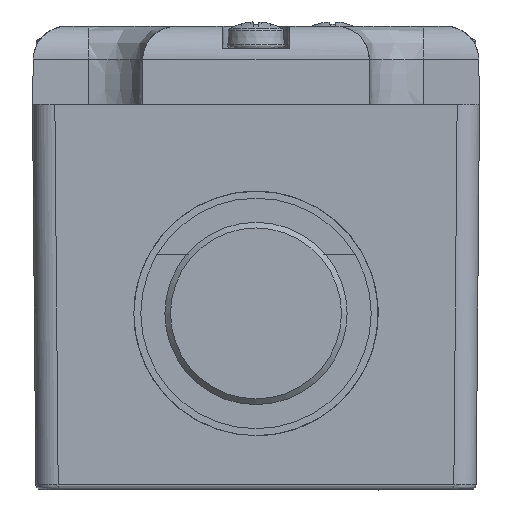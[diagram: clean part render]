
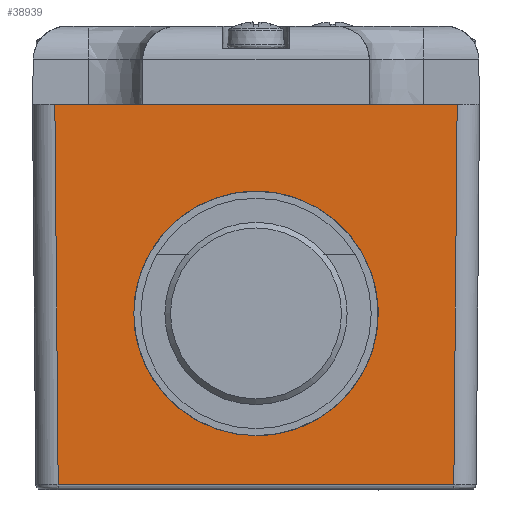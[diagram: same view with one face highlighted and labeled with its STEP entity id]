
A CAD part, front view. The second image highlights one B-rep face of the part: STEP entity #38939.
In plain terms, the highlighted planar face has unit normal (0, -1, -0.009).
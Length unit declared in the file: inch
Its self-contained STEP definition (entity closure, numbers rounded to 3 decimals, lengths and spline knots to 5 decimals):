
#240 = PLANE ( 'NONE',  #34723 ) ;
#535 = CARTESIAN_POINT ( 'NONE',  ( -0.69698, -3.02966, 0.01951 ) ) ;
#1656 = DIRECTION ( 'NONE',  ( 0., -0.009, 1. ) ) ;
#3269 = EDGE_CURVE ( 'NONE', #69035, #11680, #46770, .T. ) ;
#5120 = CARTESIAN_POINT ( 'NONE',  ( 0., -3.04134, 1.35827 ) ) ;
#5853 = LINE ( 'NONE', #5120, #8333 ) ;
#6475 = ORIENTED_EDGE ( 'NONE', *, *, #67567, .F. ) ;
#6549 = VECTOR ( 'NONE', #45728, 39.37008 ) ;
#8333 = VECTOR ( 'NONE', #21622, 39.37008 ) ;
#11680 = VERTEX_POINT ( 'NONE', #23800 ) ;
#12158 = CARTESIAN_POINT ( 'NONE',  ( -0.70282, -3.0355, 0.68886 ) ) ;
#12463 = DIRECTION ( 'NONE',  ( -1., 0., 0. ) ) ;
#13334 = VECTOR ( 'NONE', #12463, 39.37008 ) ;
#14038 = CARTESIAN_POINT ( 'NONE',  ( 0.86098, -3.03116, 0.19156 ) ) ;
#15228 = EDGE_CURVE ( 'NONE', #69035, #47247, #35348, .T. ) ;
#16325 = VERTEX_POINT ( 'NONE', #56468 ) ;
#16758 = CARTESIAN_POINT ( 'NONE',  ( 0.69698, -3.02966, 0.01951 ) ) ;
#21622 = DIRECTION ( 'NONE',  ( -1., 0., 0. ) ) ;
#23226 = EDGE_LOOP ( 'NONE', ( #55508 ) ) ;
#23800 = CARTESIAN_POINT ( 'NONE',  ( 0.70866, -3.04134, 1.35827 ) ) ;
#23918 = CARTESIAN_POINT ( 'NONE',  ( 0.69698, -3.02966, 0.01951 ) ) ;
#25010 = VECTOR ( 'NONE', #35655, 39.37008 ) ;
#28593 = CARTESIAN_POINT ( 'NONE',  ( 0., -3.02966, 0.01951 ) ) ;
#33875 = FACE_BOUND ( 'NONE', #23226, .T. ) ;
#34723 = AXIS2_PLACEMENT_3D ( 'NONE', #49976, #38529, #1656 ) ;
#35348 = LINE ( 'NONE', #28593, #13334 ) ;
#35536 = CARTESIAN_POINT ( 'NONE',  ( 0., -3.03116, 0.19156 ) ) ;
#35655 = DIRECTION ( 'NONE',  ( -0.009, -0.009, 1. ) ) ;
#36502 = EDGE_CURVE ( 'NONE', #63688, #63688, #70088, .T. ) ;
#37703 = EDGE_CURVE ( 'NONE', #11680, #16325, #5853, .T. ) ;
#38529 = DIRECTION ( 'NONE',  ( 0., -1., -0.009 ) ) ;
#38656 = LINE ( 'NONE', #12158, #25010 ) ;
#38889 = FACE_OUTER_BOUND ( 'NONE', #58342, .T. ) ;
#38939 = ADVANCED_FACE ( 'NONE', ( #33875, #38889 ), #240, .T. ) ;
#39263 = ORIENTED_EDGE ( 'NONE', *, *, #3269, .T. ) ;
#40548 = CARTESIAN_POINT ( 'NONE',  ( -0.86098, -3.03867, 1.05254 ) ) ;
#45728 = DIRECTION ( 'NONE',  ( 0.009, -0.009, 1. ) ) ;
#46770 = LINE ( 'NONE', #23918, #6549 ) ;
#47247 = VERTEX_POINT ( 'NONE', #535 ) ;
#49976 = CARTESIAN_POINT ( 'NONE',  ( -0.77954, -3.04134, 1.35827 ) ) ;
#50425 = ORIENTED_EDGE ( 'NONE', *, *, #15228, .F. ) ;
#55508 = ORIENTED_EDGE ( 'NONE', *, *, #36502, .T. ) ;
#56468 = CARTESIAN_POINT ( 'NONE',  ( -0.70866, -3.04134, 1.35827 ) ) ;
#57014 = CARTESIAN_POINT ( 'NONE',  ( 0., -3.03116, 0.19156 ) ) ;
#58342 = EDGE_LOOP ( 'NONE', ( #6475, #50425, #39263, #67273 ) ) ;
#59385 = CARTESIAN_POINT ( 'NONE',  ( 0., -3.03116, 0.19156 ) ) ;
#62367 = CARTESIAN_POINT ( 'NONE',  ( 0., -3.03867, 1.05254 ) ) ;
#63062 = CARTESIAN_POINT ( 'NONE',  ( 0.86098, -3.03867, 1.05254 ) ) ;
#63688 = VERTEX_POINT ( 'NONE', #59385 ) ;
#63749 = CARTESIAN_POINT ( 'NONE',  ( -0.86098, -3.03116, 0.19156 ) ) ;
#67273 = ORIENTED_EDGE ( 'NONE', *, *, #37703, .T. ) ;
#67567 = EDGE_CURVE ( 'NONE', #47247, #16325, #38656, .T. ) ;
#69035 = VERTEX_POINT ( 'NONE', #16758 ) ;
#70088 =( BOUNDED_CURVE ( )  B_SPLINE_CURVE ( 3, ( #35536, #63749, #40548, #62367, #63062, #14038, #57014 ),
 .UNSPECIFIED., .T., .F. ) 
 B_SPLINE_CURVE_WITH_KNOTS ( ( 4, 3, 4 ),
 ( 0., 3.14159, 6.28319 ),
 .UNSPECIFIED. ) 
 CURVE ( )  GEOMETRIC_REPRESENTATION_ITEM ( )  RATIONAL_B_SPLINE_CURVE ( ( 1., 0.333, 0.333, 1., 0.333, 0.333, 1. ) ) 
 REPRESENTATION_ITEM ( '' )  );
